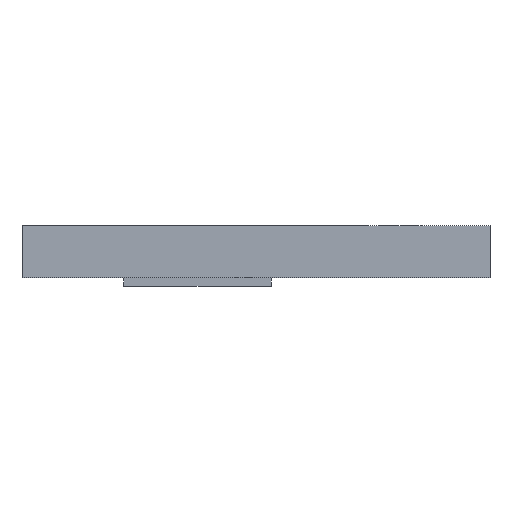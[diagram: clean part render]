
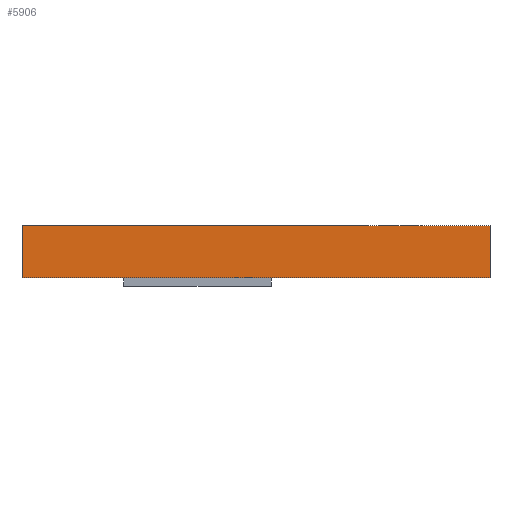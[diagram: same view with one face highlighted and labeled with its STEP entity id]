
A CAD part, front view. The second image highlights one B-rep face of the part: STEP entity #5906.
In plain terms, the highlighted planar face has unit normal (0, -1, 0).
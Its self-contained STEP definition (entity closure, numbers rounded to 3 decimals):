
#22 = VERTEX_POINT('',#23);
#23 = CARTESIAN_POINT('',(0.,0.,6.));
#31 = EDGE_CURVE('',#32,#22,#34,.T.);
#32 = VERTEX_POINT('',#33);
#33 = CARTESIAN_POINT('',(0.,0.,0.));
#34 = LINE('',#35,#36);
#35 = CARTESIAN_POINT('',(0.,0.,0.));
#36 = VECTOR('',#37,1.);
#37 = DIRECTION('',(0.,0.,1.));
#1022 = EDGE_CURVE('',#22,#1023,#1025,.T.);
#1023 = VERTEX_POINT('',#1024);
#1024 = CARTESIAN_POINT('',(54.,0.,6.));
#1025 = LINE('',#1026,#1027);
#1026 = CARTESIAN_POINT('',(0.,0.,6.));
#1027 = VECTOR('',#1028,1.);
#1028 = DIRECTION('',(1.,0.,0.));
#5205 = EDGE_CURVE('',#32,#5206,#5208,.T.);
#5206 = VERTEX_POINT('',#5207);
#5207 = CARTESIAN_POINT('',(54.,0.,0.));
#5208 = LINE('',#5209,#5210);
#5209 = CARTESIAN_POINT('',(0.,0.,0.));
#5210 = VECTOR('',#5211,1.);
#5211 = DIRECTION('',(1.,0.,0.));
#5906 = ADVANCED_FACE('',(#5907),#5918,.F.);
#5907 = FACE_BOUND('',#5908,.F.);
#5908 = EDGE_LOOP('',(#5909,#5910,#5911,#5912));
#5909 = ORIENTED_EDGE('',*,*,#5205,.F.);
#5910 = ORIENTED_EDGE('',*,*,#31,.T.);
#5911 = ORIENTED_EDGE('',*,*,#1022,.T.);
#5912 = ORIENTED_EDGE('',*,*,#5913,.F.);
#5913 = EDGE_CURVE('',#5206,#1023,#5914,.T.);
#5914 = LINE('',#5915,#5916);
#5915 = CARTESIAN_POINT('',(54.,0.,0.));
#5916 = VECTOR('',#5917,1.);
#5917 = DIRECTION('',(0.,0.,1.));
#5918 = PLANE('',#5919);
#5919 = AXIS2_PLACEMENT_3D('',#5920,#5921,#5922);
#5920 = CARTESIAN_POINT('',(0.,0.,0.));
#5921 = DIRECTION('',(0.,1.,0.));
#5922 = DIRECTION('',(0.,0.,1.));
